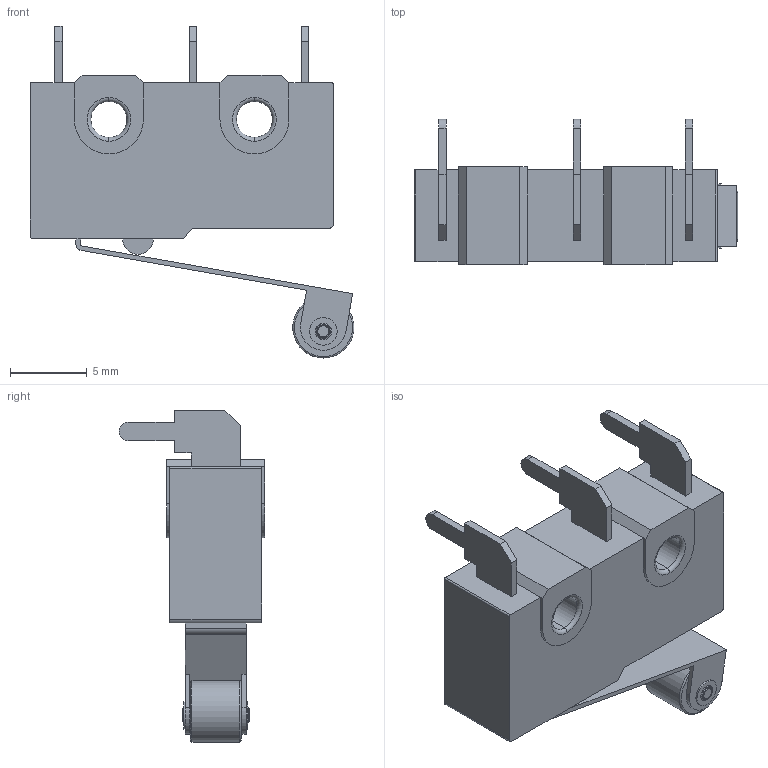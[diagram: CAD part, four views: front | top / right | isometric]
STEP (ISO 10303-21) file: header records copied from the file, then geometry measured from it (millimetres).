
FILE_DESCRIPTION (( 'STEP AP203' ), '1' );
FILE_NAME ('switch_Limit_ZW12-3_angle.STEP', '2022-07-07T19:00:41', ( '' ), ( '' ), 'SwSTEP 2.0', 'SolidWorks 2020', '' );
FILE_SCHEMA (( 'CONFIG_CONTROL_DESIGN' ));
Length unit declared in the file: millimetre
Products named in the file (1): switch_Limit_ZW12-3_angle
Bounding box: 21.15 x 9.5 x 21.67 mm (x, y, z)
Volume: 1260.7 mm3; surface area: 1258.1 mm2
Topology: 1 solids, 1 shells, 139 faces, 350 edges, 224 vertices
Faces by surface type: plane 80, cylinder 35, torus 20, cone 4
Entity records: 4247 total; most frequent: DIRECTION 748, CARTESIAN_POINT 714, ORIENTED_EDGE 700, EDGE_CURVE 350, AXIS2_PLACEMENT_3D 258, VECTOR 232, LINE 232, VERTEX_POINT 224
